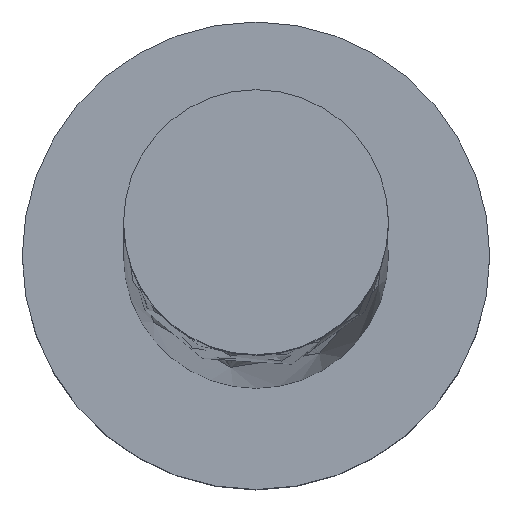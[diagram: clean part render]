
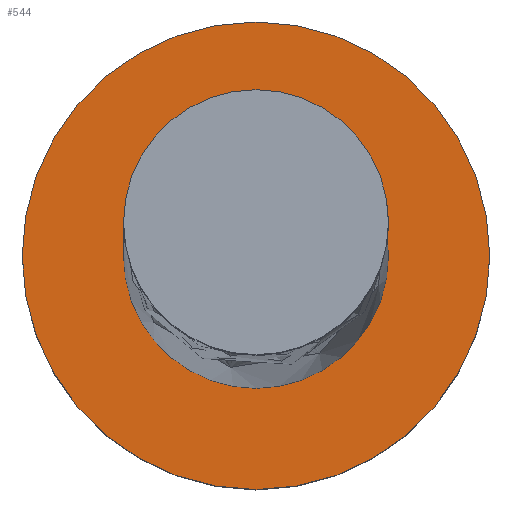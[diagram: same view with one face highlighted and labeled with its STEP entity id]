
A CAD part, top view. The second image highlights one B-rep face of the part: STEP entity #544.
In plain terms, the highlighted planar face has unit normal (0, 0, 1).
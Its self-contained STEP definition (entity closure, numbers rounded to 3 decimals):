
#17 = EDGE_CURVE ( 'NONE', #1136, #388, #782, .T. ) ;
#47 = EDGE_CURVE ( 'NONE', #388, #1136, #97, .T. ) ;
#54 = CARTESIAN_POINT ( 'NONE',  ( 0., 0., 1.5 ) ) ;
#97 = CIRCLE ( 'NONE', #1131, 0.85 ) ;
#122 = AXIS2_PLACEMENT_3D ( 'NONE', #1210, #670, #1232 ) ;
#178 = CARTESIAN_POINT ( 'NONE',  ( 1.5, 0., 1.5 ) ) ;
#202 = DIRECTION ( 'NONE',  ( 0., 0., 1. ) ) ;
#212 = DIRECTION ( 'NONE',  ( 1., 0., 0. ) ) ;
#264 = FACE_OUTER_BOUND ( 'NONE', #626, .T. ) ;
#273 = DIRECTION ( 'NONE',  ( 0., 0., 1. ) ) ;
#292 = VERTEX_POINT ( 'NONE', #935 ) ;
#385 = PLANE ( 'NONE',  #1343 ) ;
#388 = VERTEX_POINT ( 'NONE', #961 ) ;
#410 = CARTESIAN_POINT ( 'NONE',  ( 0., 0., 1.5 ) ) ;
#412 = AXIS2_PLACEMENT_3D ( 'NONE', #888, #202, #1118 ) ;
#478 = VERTEX_POINT ( 'NONE', #178 ) ;
#525 = ORIENTED_EDGE ( 'NONE', *, *, #987, .T. ) ;
#531 = DIRECTION ( 'NONE',  ( 1., 0., 0. ) ) ;
#544 = ADVANCED_FACE ( 'NONE', ( #1386, #264 ), #385, .T. ) ;
#626 = EDGE_LOOP ( 'NONE', ( #525, #825 ) ) ;
#670 = DIRECTION ( 'NONE',  ( 0., 0., 1. ) ) ;
#692 = CARTESIAN_POINT ( 'NONE',  ( -0.85, 0., 1.5 ) ) ;
#782 = CIRCLE ( 'NONE', #896, 0.85 ) ;
#825 = ORIENTED_EDGE ( 'NONE', *, *, #962, .T. ) ;
#861 = DIRECTION ( 'NONE',  ( 1., 0., 0. ) ) ;
#888 = CARTESIAN_POINT ( 'NONE',  ( 0., 0., 1.5 ) ) ;
#896 = AXIS2_PLACEMENT_3D ( 'NONE', #54, #1075, #861 ) ;
#909 = ORIENTED_EDGE ( 'NONE', *, *, #17, .F. ) ;
#935 = CARTESIAN_POINT ( 'NONE',  ( -1.5, 0., 1.5 ) ) ;
#961 = CARTESIAN_POINT ( 'NONE',  ( 0.85, 0., 1.5 ) ) ;
#962 = EDGE_CURVE ( 'NONE', #478, #292, #1093, .T. ) ;
#964 = EDGE_LOOP ( 'NONE', ( #909, #1171 ) ) ;
#987 = EDGE_CURVE ( 'NONE', #292, #478, #1273, .T. ) ;
#1075 = DIRECTION ( 'NONE',  ( 0., 0., 1. ) ) ;
#1088 = DIRECTION ( 'NONE',  ( 0., 0., 1. ) ) ;
#1093 = CIRCLE ( 'NONE', #122, 1.5 ) ;
#1118 = DIRECTION ( 'NONE',  ( 1., 0., 0. ) ) ;
#1131 = AXIS2_PLACEMENT_3D ( 'NONE', #410, #1088, #212 ) ;
#1136 = VERTEX_POINT ( 'NONE', #692 ) ;
#1171 = ORIENTED_EDGE ( 'NONE', *, *, #47, .F. ) ;
#1210 = CARTESIAN_POINT ( 'NONE',  ( 0., 0., 1.5 ) ) ;
#1232 = DIRECTION ( 'NONE',  ( 1., 0., 0. ) ) ;
#1273 = CIRCLE ( 'NONE', #412, 1.5 ) ;
#1278 = CARTESIAN_POINT ( 'NONE',  ( 0., 0., 1.5 ) ) ;
#1343 = AXIS2_PLACEMENT_3D ( 'NONE', #1278, #273, #531 ) ;
#1386 = FACE_BOUND ( 'NONE', #964, .T. ) ;
